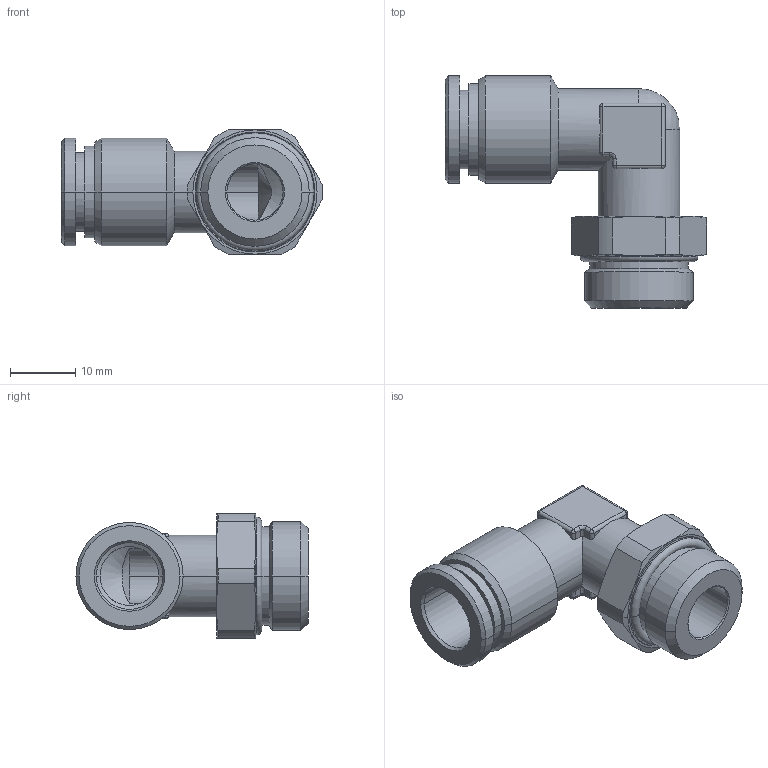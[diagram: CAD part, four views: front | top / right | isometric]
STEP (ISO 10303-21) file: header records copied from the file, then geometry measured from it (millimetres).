
FILE_DESCRIPTION((''),'2;1');
FILE_NAME('341222B_930M-10-3-8','2006-10-09T',('konstruktion'),(''),'PRO/ENGINEER BY PARAMETRIC TECHNOLOGY CORPORATION, 2006020','PRO/ENGINEER BY PARAMETRIC TECHNOLOGY CORPORATION, 2006020','');
FILE_SCHEMA(('CONFIG_CONTROL_DESIGN'));
Length unit declared in the file: millimetre
Products named in the file (1): 341222B_930M-10-3-8
Bounding box: 39.94 x 35.5 x 19 mm (x, y, z)
Volume: 6288.1 mm3; surface area: 5400.5 mm2
Topology: 2 solids, 2 shells, 135 faces, 308 edges, 180 vertices
Faces by surface type: cylinder 52, cone 34, plane 32, sphere 11, torus 6
Entity records: 3994 total; most frequent: CARTESIAN_POINT 917, DIRECTION 672, ORIENTED_EDGE 614, EDGE_CURVE 307, AXIS2_PLACEMENT_3D 279, VERTEX_POINT 180, CIRCLE 144, EDGE_LOOP 143
